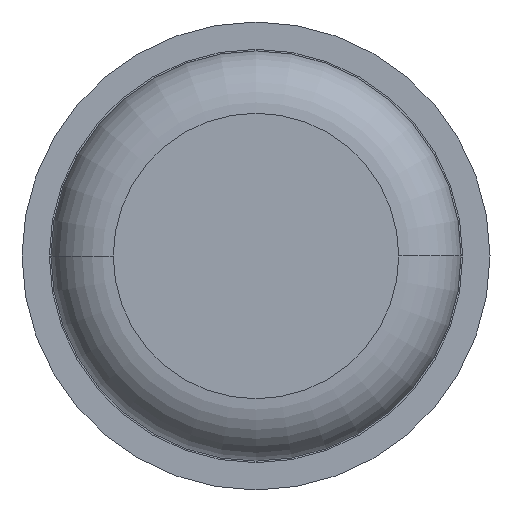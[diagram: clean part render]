
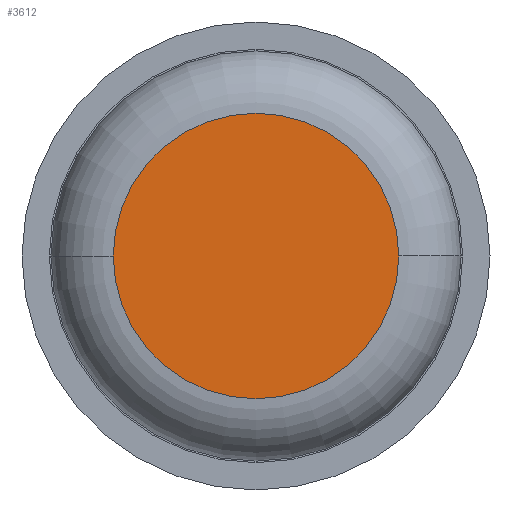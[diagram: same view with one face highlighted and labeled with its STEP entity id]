
A CAD part, front view. The second image highlights one B-rep face of the part: STEP entity #3612.
In plain terms, the highlighted planar face has unit normal (0, -1, 0).
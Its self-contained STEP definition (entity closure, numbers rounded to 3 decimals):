
#261 = CARTESIAN_POINT ( 'NONE',  ( 0., 0., 0. ) ) ;
#910 = AXIS2_PLACEMENT_3D ( 'NONE', #261, #1819, #2193 ) ;
#1149 = PLANE ( 'NONE',  #910 ) ;
#1172 = DIRECTION ( 'NONE',  ( -1., 0., 0. ) ) ;
#1337 = EDGE_CURVE ( 'Defeature ausgef�hrt1_6+Defeature ausgef�hrt1_7+Defeature ausgef�hrt1_7+Defeature ausgef�hrt1_7', #1527, #1778, #1612, .T. ) ;
#1403 = CARTESIAN_POINT ( 'NONE',  ( 0.915, 0., 0. ) ) ;
#1527 = VERTEX_POINT ( 'NONE', #1403 ) ;
#1612 = CIRCLE ( 'NONE', #3738, 0.915 ) ;
#1618 = DIRECTION ( 'NONE',  ( -1., 0., 0. ) ) ;
#1634 = CARTESIAN_POINT ( 'NONE',  ( 0., 0., 0. ) ) ;
#1778 = VERTEX_POINT ( 'NONE', #3547 ) ;
#1815 = DIRECTION ( 'NONE',  ( 0., -1., 0. ) ) ;
#1819 = DIRECTION ( 'NONE',  ( 0., 1., 0. ) ) ;
#1920 = CIRCLE ( 'NONE', #3152, 0.915 ) ;
#2193 = DIRECTION ( 'NONE',  ( -1., 0., 0. ) ) ;
#2249 = DIRECTION ( 'NONE',  ( 0., -1., 0. ) ) ;
#2471 = ORIENTED_EDGE ( 'NONE', *, *, #3838, .T. ) ;
#2550 = ORIENTED_EDGE ( 'NONE', *, *, #1337, .T. ) ;
#2877 = CARTESIAN_POINT ( 'NONE',  ( 0., 0., 0. ) ) ;
#3152 = AXIS2_PLACEMENT_3D ( 'NONE', #2877, #1815, #1172 ) ;
#3456 = FACE_OUTER_BOUND ( 'NONE', #4013, .T. ) ;
#3547 = CARTESIAN_POINT ( 'NONE',  ( -0.915, 0., 0. ) ) ;
#3612 = ADVANCED_FACE ( 'Defeature ausgef�hrt1_6', ( #3456 ), #1149, .F. ) ;
#3738 = AXIS2_PLACEMENT_3D ( 'NONE', #1634, #2249, #1618 ) ;
#3838 = EDGE_CURVE ( 'Defeature ausgef�hrt1_6+Defeature ausgef�hrt1_7+Defeature ausgef�hrt1_7+Defeature ausgef�hrt1_7', #1778, #1527, #1920, .T. ) ;
#4013 = EDGE_LOOP ( 'NONE', ( #2471, #2550 ) ) ;
